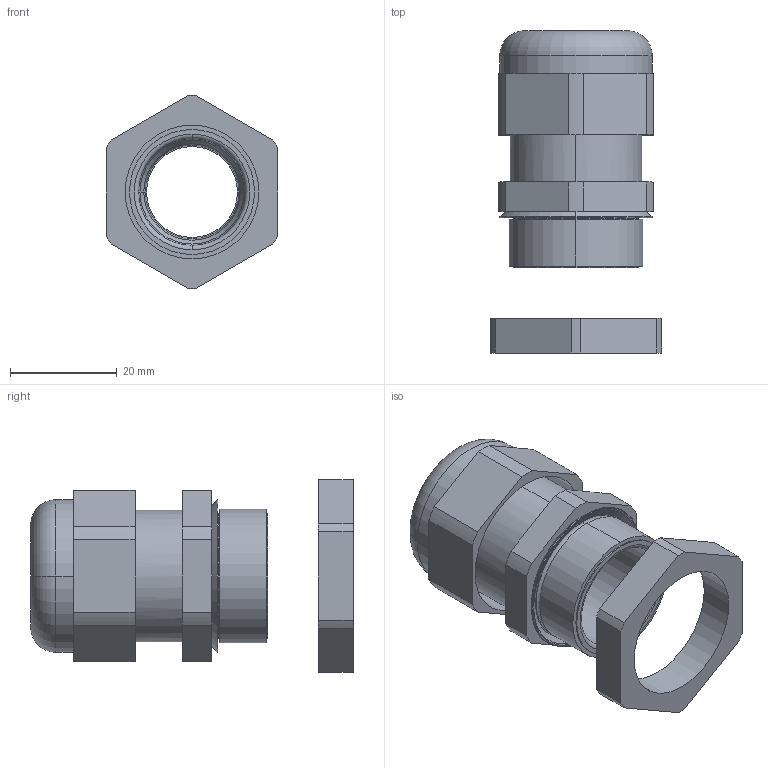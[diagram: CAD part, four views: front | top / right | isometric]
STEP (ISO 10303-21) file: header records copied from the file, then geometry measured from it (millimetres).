
FILE_DESCRIPTION (( 'STEP AP214' ), '1' );
FILE_NAME ('7205663.STP', '2018-10-02T07:55:38', ( '' ), ( '' ), 'SwSTEP 2.0', 'SolidWorks 2018', '' );
FILE_SCHEMA (( 'AUTOMOTIVE_DESIGN' ));
Length unit declared in the file: millimetre
Products named in the file (5): 7205663; 0005568_grafische Darstellung; EV501_M25; 0005615_grafische Darstellung; 0062129_M25x1,5 (grafische Darstellung)
Assembly tree (4 placements, depth 2):
  7205663
    0005568_grafische Darstellung
    EV501_M25
    0005615_grafische Darstellung
    0062129_M25x1,5 (grafische Darstellung)
Bounding box: 32 x 60.3 x 36 mm (x, y, z)
Volume: 14000.1 mm3; surface area: 14438.2 mm2
Topology: 4 solids, 4 shells, 303 faces, 807 edges, 519 vertices
Faces by surface type: plane 123, cylinder 92, torus 62, cone 26
Entity records: 10090 total; most frequent: CARTESIAN_POINT 2471, ORIENTED_EDGE 1614, DIRECTION 1550, EDGE_CURVE 807, AXIS2_PLACEMENT_3D 614, VERTEX_POINT 519, LINE 322, VECTOR 322
